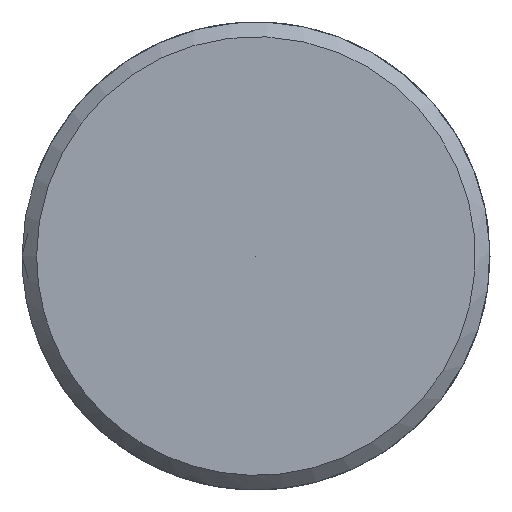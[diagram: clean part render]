
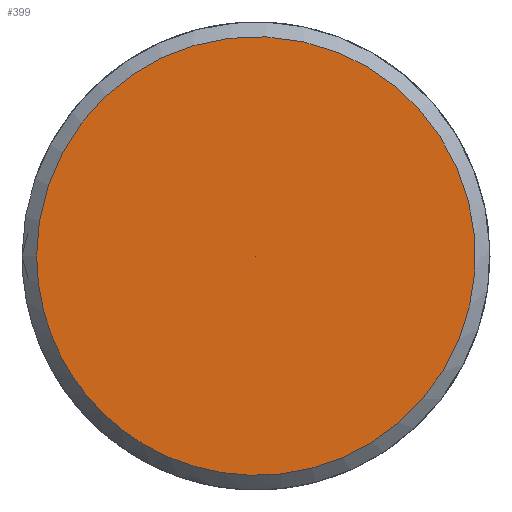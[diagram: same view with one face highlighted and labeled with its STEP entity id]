
A CAD part, left-side view. The second image highlights one B-rep face of the part: STEP entity #399.
In plain terms, the highlighted free-form (B-spline) face has degree [5, 1] with [6, 2] control points.
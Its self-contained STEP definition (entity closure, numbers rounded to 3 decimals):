
#327 = CARTESIAN_POINT ('', (-101., 3.75, 0.));
#328 = VERTEX_POINT ('', #327);
#336 = CARTESIAN_POINT ('', (-101., 3.75, 0.));
#337 = CARTESIAN_POINT ('', (-101., 3.75, 15.));
#338 = CARTESIAN_POINT ('', (-101., -11.25, 7.5));
#339 = CARTESIAN_POINT ('', (-101., -11.25, -7.5));
#340 = CARTESIAN_POINT ('', (-101., 3.75, -15.));
#341 = CARTESIAN_POINT ('', (-101., 3.75, 0.));
#342 = (
   BOUNDED_CURVE ()
   B_SPLINE_CURVE (5, (#336, #337, #338, #339, #340, #341), .UNSPECIFIED., .T., .U.)
   B_SPLINE_CURVE_WITH_KNOTS ((6, 6), (0., 1.), .UNSPECIFIED.)
   CURVE ()
   GEOMETRIC_REPRESENTATION_ITEM ()
   RATIONAL_B_SPLINE_CURVE ((5., 1., 1., 1., 1., 5.))
   REPRESENTATION_ITEM ('')
);
#343 = EDGE_CURVE ('', #328, #328, #342, .T.);
#375 = CARTESIAN_POINT ('', (-101., 0., 0.));
#376 = VERTEX_POINT ('', #375);
#377 = CARTESIAN_POINT ('', (-101., 0., 0.));
#378 = CARTESIAN_POINT ('', (-101., 3.75, 0.));
#379 = B_SPLINE_CURVE_WITH_KNOTS ('', 1, (#377, #378), .UNSPECIFIED., .F., .U., (2, 2), (0., 1.), .UNSPECIFIED.);
#380 = EDGE_CURVE ('', #376, #328, #379, .T.);
#381 = ORIENTED_EDGE ('', *, *, #380, .F.);
#382 = ORIENTED_EDGE ('', *, *, #380, .T.);
#383 = ORIENTED_EDGE ('', *, *, #343, .F.);
#384 = EDGE_LOOP ('', (#381, #382, #383));
#385 = FACE_OUTER_BOUND ('', #384, .T.);
#386 = CARTESIAN_POINT ('', (-101., 0., 0.));
#387 = CARTESIAN_POINT ('', (-101., 3.75, 0.));
#388 = CARTESIAN_POINT ('', (-101., 0., 0.));
#389 = CARTESIAN_POINT ('', (-101., 3.75, 15.));
#390 = CARTESIAN_POINT ('', (-101., 0., 0.));
#391 = CARTESIAN_POINT ('', (-101., -11.25, 7.5));
#392 = CARTESIAN_POINT ('', (-101., 0., 0.));
#393 = CARTESIAN_POINT ('', (-101., -11.25, -7.5));
#394 = CARTESIAN_POINT ('', (-101., 0., 0.));
#395 = CARTESIAN_POINT ('', (-101., 3.75, -15.));
#396 = CARTESIAN_POINT ('', (-101., 0., 0.));
#397 = CARTESIAN_POINT ('', (-101., 3.75, 0.));
#398 = (
   BOUNDED_SURFACE ()
   B_SPLINE_SURFACE (5, 1, ((#386, #387), (#388, #389), (#390, #391), (#392, #393), (#394, #395), (#396, #397)), .UNSPECIFIED., .T., .F., .U.)
   B_SPLINE_SURFACE_WITH_KNOTS ((6, 6), (2, 2), (0., 1.), (0., 1.), .UNSPECIFIED.)
   SURFACE ()
   GEOMETRIC_REPRESENTATION_ITEM ()
   RATIONAL_B_SPLINE_SURFACE (((5., 5.), (1., 1.), (1., 1.), (1., 1.), (1., 1.), (5., 5.)))
   REPRESENTATION_ITEM ('')
);
#399 = ADVANCED_FACE ('', (#385), #398, .T.);
